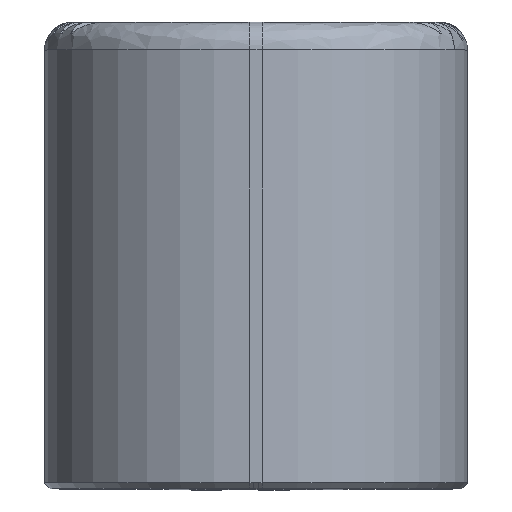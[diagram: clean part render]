
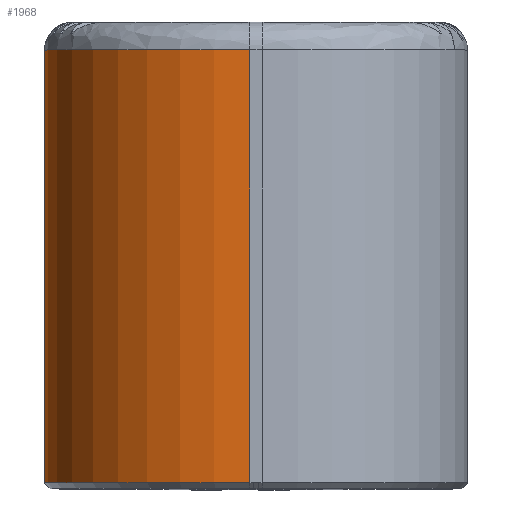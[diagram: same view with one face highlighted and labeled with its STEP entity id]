
A CAD part, top view. The second image highlights one B-rep face of the part: STEP entity #1968.
In plain terms, the highlighted cylindrical face has radius 18.5 mm (diameter 37 mm), a partial arc.
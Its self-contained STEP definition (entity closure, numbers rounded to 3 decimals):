
#230 = LINE ( 'NONE', #7548, #7578 ) ;
#1156 = DIRECTION ( 'NONE',  ( 0., -1., 0. ) ) ;
#1740 = AXIS2_PLACEMENT_3D ( 'NONE', #4393, #6632, #7524 ) ;
#1968 = ADVANCED_FACE ( 'NONE', ( #5361 ), #11782, .T. ) ;
#2221 = EDGE_LOOP ( 'NONE', ( #13048, #8452, #7794, #11065 ) ) ;
#3298 = EDGE_CURVE ( 'NONE', #11135, #11425, #230, .T. ) ;
#3358 = CARTESIAN_POINT ( 'NONE',  ( -0.55, 678.81, 26.139 ) ) ;
#3968 = VECTOR ( 'NONE', #4921, 1000. ) ;
#4140 = CARTESIAN_POINT ( 'NONE',  ( -0.55, 678.81, 7.639 ) ) ;
#4349 = DIRECTION ( 'NONE',  ( 0., -1., 0. ) ) ;
#4377 = EDGE_CURVE ( 'NONE', #5670, #11135, #10961, .T. ) ;
#4393 = CARTESIAN_POINT ( 'NONE',  ( -0.55, 717.81, 7.639 ) ) ;
#4921 = DIRECTION ( 'NONE',  ( 0., -1., 0. ) ) ;
#5361 = FACE_OUTER_BOUND ( 'NONE', #2221, .T. ) ;
#5590 = DIRECTION ( 'NONE',  ( 0., 1., 0. ) ) ;
#5648 = EDGE_CURVE ( 'NONE', #11880, #11425, #9300, .T. ) ;
#5670 = VERTEX_POINT ( 'NONE', #6297 ) ;
#6297 = CARTESIAN_POINT ( 'NONE',  ( -0.55, 717.81, 26.139 ) ) ;
#6632 = DIRECTION ( 'NONE',  ( 0., -1., 0. ) ) ;
#7000 = AXIS2_PLACEMENT_3D ( 'NONE', #7717, #5590, #8754 ) ;
#7524 = DIRECTION ( 'NONE',  ( 0., 0., 1. ) ) ;
#7548 = CARTESIAN_POINT ( 'NONE',  ( -19.05, 678.31, 7.639 ) ) ;
#7578 = VECTOR ( 'NONE', #4349, 1000. ) ;
#7717 = CARTESIAN_POINT ( 'NONE',  ( -0.55, 678.31, 7.639 ) ) ;
#7794 = ORIENTED_EDGE ( 'NONE', *, *, #3298, .T. ) ;
#8452 = ORIENTED_EDGE ( 'NONE', *, *, #4377, .T. ) ;
#8474 = DIRECTION ( 'NONE',  ( -0.707, 0., 0.707 ) ) ;
#8754 = DIRECTION ( 'NONE',  ( 0., 0., 1. ) ) ;
#9300 = CIRCLE ( 'NONE', #10432, 18.5 ) ;
#9531 = EDGE_CURVE ( 'NONE', #5670, #11880, #12553, .T. ) ;
#10219 = CARTESIAN_POINT ( 'NONE',  ( -0.55, 678.31, 26.139 ) ) ;
#10432 = AXIS2_PLACEMENT_3D ( 'NONE', #4140, #1156, #8474 ) ;
#10961 = CIRCLE ( 'NONE', #1740, 18.5 ) ;
#11065 = ORIENTED_EDGE ( 'NONE', *, *, #5648, .F. ) ;
#11135 = VERTEX_POINT ( 'NONE', #13515 ) ;
#11425 = VERTEX_POINT ( 'NONE', #12874 ) ;
#11782 = CYLINDRICAL_SURFACE ( 'NONE', #7000, 18.5 ) ;
#11880 = VERTEX_POINT ( 'NONE', #3358 ) ;
#12553 = LINE ( 'NONE', #10219, #3968 ) ;
#12874 = CARTESIAN_POINT ( 'NONE',  ( -19.05, 678.81, 7.639 ) ) ;
#13048 = ORIENTED_EDGE ( 'NONE', *, *, #9531, .F. ) ;
#13515 = CARTESIAN_POINT ( 'NONE',  ( -19.05, 717.81, 7.639 ) ) ;
